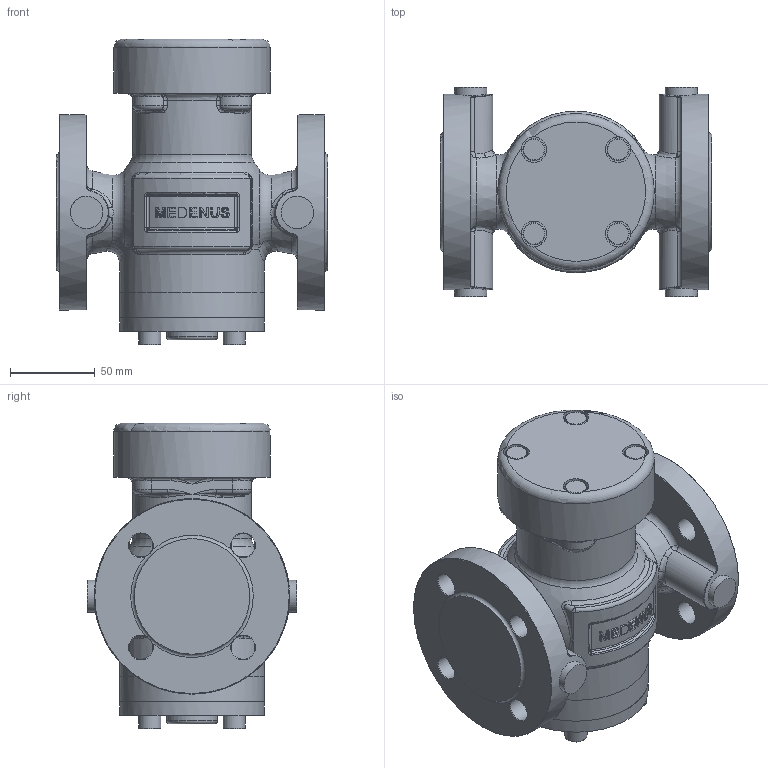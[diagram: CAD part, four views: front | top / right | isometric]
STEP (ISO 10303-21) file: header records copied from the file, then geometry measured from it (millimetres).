
FILE_DESCRIPTION(/* description */ ('STEP AP214'),/* implementation_level */ '2;1');
FILE_NAME(/* name */ 'DF100_DN025_PN16.stp',/* time_stamp */ '2025-06-05T15:04:19+02:00',/* author */ ('ohd'),/* organization */ (''),/* preprocessor_version */ 'ST-DEVELOPER v16.5',/* originating_system */ 'Autodesk Inventor 2017',/* authorisation */ '');
FILE_SCHEMA (('AUTOMOTIVE_DESIGN { 1 0 10303 214 3 1 1 }'));
Products named in the file (1): DF100_DN025_PN16
Bounding box: 160 x 123 x 180 mm (x, y, z)
Volume: 1417466.8 mm3; surface area: 127039.8 mm2
Topology: 5 solids, 5 shells, 786 faces, 2138 edges, 1373 vertices
Faces by surface type: bspline 394, plane 168, cylinder 114, torus 67, cone 30, sphere 13
Full cylindrical faces by diameter (mm): 13 x8, 14 x8, 15 x4, 17 x4, 19 x4, 30 x1, 70 x1, 84.999 x1, 85 x2, 92 x1, 115 x2
Entity records: 42685 total; most frequent: CARTESIAN_POINT 25657, ORIENTED_EDGE 4072, DIRECTION 2654, EDGE_CURVE 2036, VERTEX_POINT 1344, AXIS2_PLACEMENT_3D 1032, EDGE_LOOP 886, B_SPLINE_CURVE_WITH_KNOTS 804
